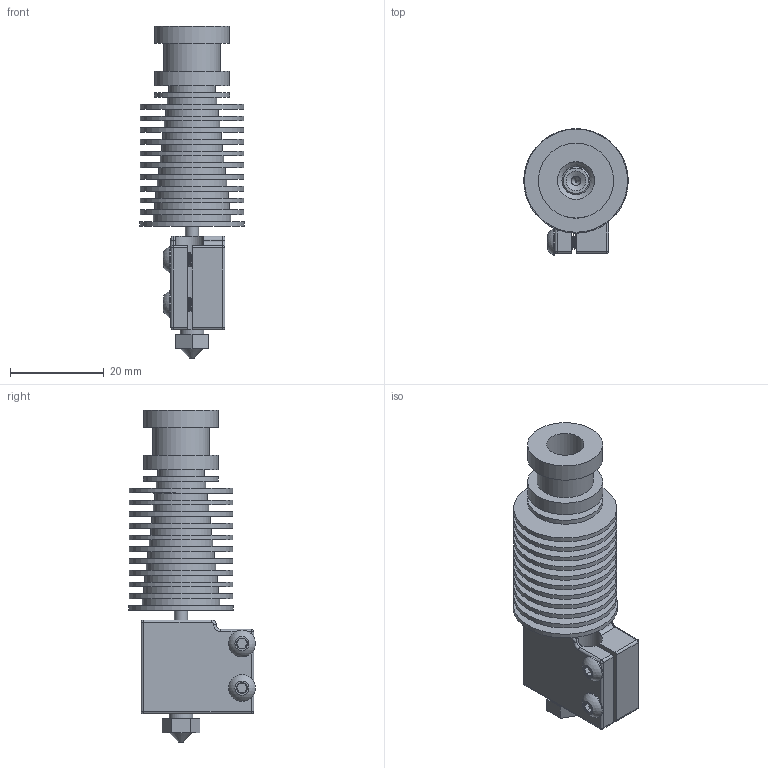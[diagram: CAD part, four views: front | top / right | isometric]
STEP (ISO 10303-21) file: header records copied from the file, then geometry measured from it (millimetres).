
FILE_DESCRIPTION(/* description */ (''),/* implementation_level */ '2;1');
FILE_NAME(/* name */ 'E3D Volcano Hotend.step',/* time_stamp */ '2021-04-25T14:42:18+02:00',/* author */ (''),/* organization */ (''),/* preprocessor_version */ 'ST-DEVELOPER v18.1',/* originating_system */ 'Autodesk Translation Framework v10.6.0.1341',/* authorisation */ '');
FILE_SCHEMA (('AUTOMOTIVE_DESIGN { 1 0 10303 214 3 1 1 }'));
Length unit declared in the file: millimetre
Products named in the file (8): E3D Volcano Hotend; E3d Volcano Hotend_1; 0,4mm Nozzle; E3D Heatbreak; e3D Volcano Heatblock; E3D V6 Heatsink; M3x6 Schraube; 91390A097
Assembly tree (8 placements, depth 3):
  E3D Volcano Hotend
    E3d Volcano Hotend_1
      0,4mm Nozzle
      E3D Heatbreak
      e3D Volcano Heatblock
      E3D V6 Heatsink
      M3x6 Schraube  x2
      91390A097
Bounding box: 22.3 x 27 x 70.8 mm (x, y, z)
Volume: 12661 mm3; surface area: 13443.8 mm2
Topology: 7 solids, 7 shells, 285 faces, 615 edges, 380 vertices
Faces by surface type: cylinder 138, plane 91, cone 33, sphere 10, bspline 8, torus 5
Full cylindrical faces by diameter (mm): 0.4 x1, 2 x2, 2.35 x29, 2.529 x3, 2.8 x1, 3 x25, 4.12 x1, 4.2 x1, 5 x1, 5.035 x1, 5.7 x2, 5.884 x2, 6 x2, 6.035 x1, 6.884 x1, 8 x1, 10 x1, 10.6 x1, 11.2 x1, 11.8 x1, 12 x1, 12.4 x1, 13 x1, 13.6 x1, 14.2 x1, 14.8 x1, 15.4 x1, 16 x4, 16.6 x1, 22 x10
Entity records: 9111 total; most frequent: CARTESIAN_POINT 3834, DIRECTION 1092, ORIENTED_EDGE 1002, EDGE_CURVE 501, AXIS2_PLACEMENT_3D 444, VERTEX_POINT 309, EDGE_LOOP 292, FACE_OUTER_BOUND 239
